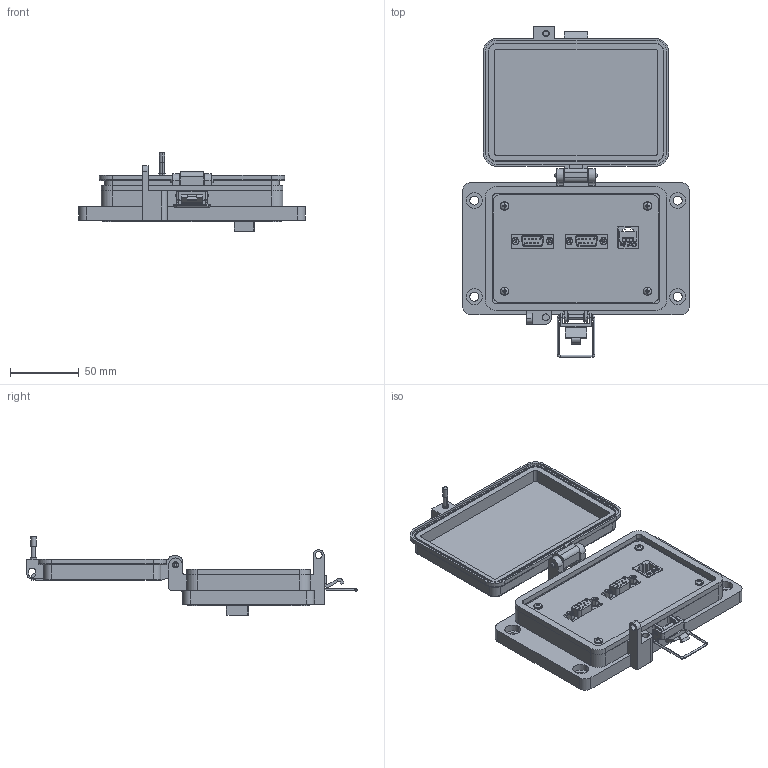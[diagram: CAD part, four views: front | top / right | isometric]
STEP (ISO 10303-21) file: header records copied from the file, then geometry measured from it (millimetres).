
FILE_DESCRIPTION (( 'STEP AP203' ), '1' );
FILE_NAME ('P-Q7#2R2-M2RX_3D.STEP', '2022-09-30T13:14:18', ( '' ), ( '' ), 'SwSTEP 2.0', 'SolidWorks 2021', '' );
FILE_SCHEMA (( 'CONFIG_CONTROL_DESIGN' ));
Length unit declared in the file: millimetre
Products named in the file (13): 92005A124_METRIC PAN HEAD PHILLIPS MACHINE SCREW_92005A124; P-Q7#2R2-M2RX_BP240_1; Z-BULK-DB9MF; Z-H-M2_B; P-Q7#2R2-M2RX_TP060_1; -M2; P-Q7#2R2-M2RX_FP060_1; Z-300-RJ45CAT5; Z-000-4243316TFP; Z-001-SPR3_16HX; Q7; P-Q7#2R2-M2RX_3D; R2
Assembly tree (23 placements, depth 3):
  P-Q7#2R2-M2RX_3D
    -M2
      Z-H-M2_B
    P-Q7#2R2-M2RX_BP240_1
    P-Q7#2R2-M2RX_FP060_1
    P-Q7#2R2-M2RX_TP060_1
    Z-000-4243316TFP  x7
    Q7  x2
      Z-BULK-DB9MF
      Z-001-SPR3_16HX
    R2
      Z-300-RJ45CAT5
    92005A124_METRIC PAN HEAD PHILLIPS MACHINE SCREW_92005A124  x4
Bounding box: 164.96 x 240.59 x 56.98 mm (x, y, z)
Volume: 259103.2 mm3; surface area: 179702.5 mm2
Topology: 40 solids, 40 shells, 3045 faces, 8197 edges, 5329 vertices
Faces by surface type: cylinder 1258, plane 1106, bspline 406, cone 251, torus 16, sphere 8
Entity records: 63515 total; most frequent: CARTESIAN_POINT 22561, ORIENTED_EDGE 8734, DIRECTION 7377, EDGE_CURVE 4367, VERTEX_POINT 2858, LINE 2513, VECTOR 2513, AXIS2_PLACEMENT_3D 2432
